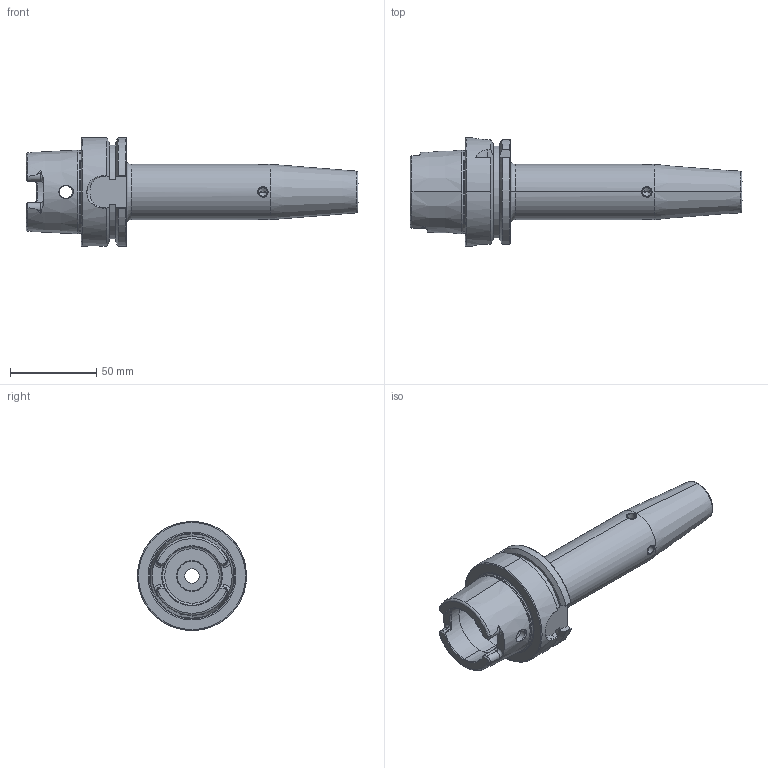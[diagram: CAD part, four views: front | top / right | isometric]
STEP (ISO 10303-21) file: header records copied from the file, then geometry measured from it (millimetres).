
FILE_DESCRIPTION((''),'2;1');
FILE_NAME('VQ034J-HSK63A-SFH0_5-6_30','2019-04-23T11:00:29',('KKK'),(''),'CREO PARAMETRIC BY PTC INC, 2018100','CREO PARAMETRIC BY PTC INC, 2018100','');
FILE_SCHEMA(('CONFIG_CONTROL_DESIGN'));
Length unit declared in the file: millimetre
Products named in the file (1): VQ034J-HSK63A-SFH0_5-6_30
Bounding box: 192 x 63 x 63 mm (x, y, z)
Volume: 167665.5 mm3; surface area: 41628.8 mm2
Topology: 1 solids, 7 shells, 206 faces, 518 edges, 320 vertices
Faces by surface type: cylinder 73, plane 63, cone 43, torus 23, bspline 4
Entity records: 6976 total; most frequent: CARTESIAN_POINT 2093, DIRECTION 1014, ORIENTED_EDGE 996, EDGE_CURVE 510, AXIS2_PLACEMENT_3D 402, VERTEX_POINT 320, EDGE_LOOP 226, VECTOR 210
